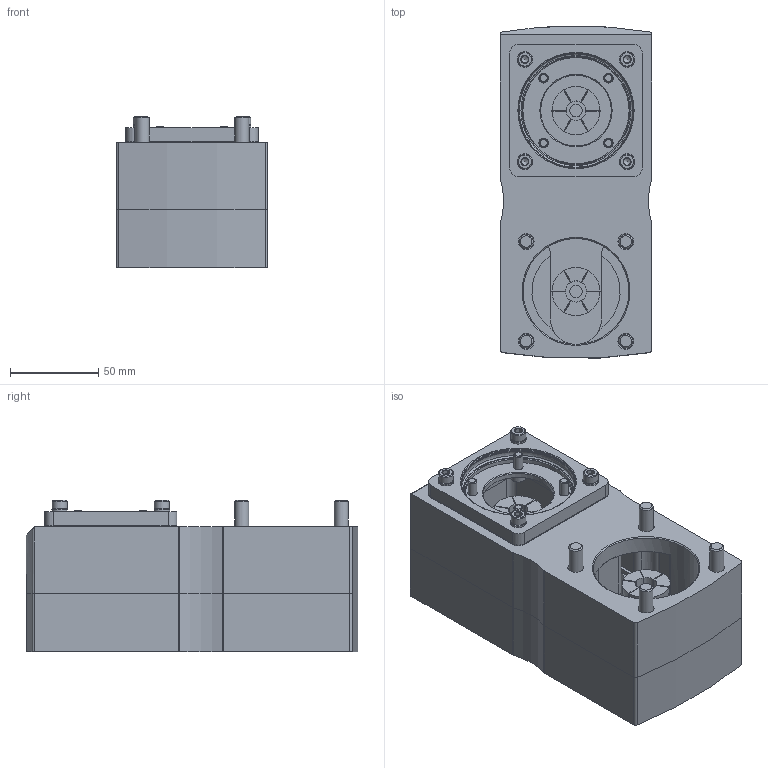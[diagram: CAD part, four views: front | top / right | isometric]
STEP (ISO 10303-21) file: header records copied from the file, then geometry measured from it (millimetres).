
FILE_DESCRIPTION(/* description */ ('STEP AP214'),/* implementation_level */ '2;1');
FILE_NAME(/* name */ '1437163_EAMM-U-86-D60-60G-102-S1',/* time_stamp */ '2024-08-27T08:44:43+02:00',/* author */ ('License CC BY-ND 4.0'),/* organization */ ('CADENAS'),/* preprocessor_version */ 'ST-DEVELOPER v19.3',/* originating_system */ 'PARTsolutions',/* authorisation */ ' ');
FILE_SCHEMA (('AUTOMOTIVE_DESIGN {1 0 10303 214 3 1 1}'));
Length unit declared in the file: millimetre
Products named in the file (14): 1437163 EAMM-U-86-D60-60G-102-S1; 1583951 EAMM-U-86-D60-75B-102-S1---(UT); 1410361 EAMM-U-86-D60-...-188.5S---(OT); ISO-4762 M6x40; DIN 557 - M5; 1379181 M8-NBR-8x13.9x1; DIN-6912 - M8x20(F); 1586028 EAMM-U-75B-S1---(DM); 2318734 EAMF-U-75B-60G/H---(ADAX); ISO-4762 M5x12; ISO-4762 M5x20; 1406066 M5-NBR-5x8.9x1; 2429532 EAMH-86-11-C27.3; 2429533 EAMH-86-12-C27.3
Assembly tree (37 placements, depth 2):
  1437163 EAMM-U-86-D60-60G-102-S1
    1583951 EAMM-U-86-D60-75B-102-S1---(UT)
    1410361 EAMM-U-86-D60-...-188.5S---(OT)
    ISO-4762 M6x40  x7
    DIN 557 - M5  x4
    1379181 M8-NBR-8x13.9x1  x4
    DIN-6912 - M8x20(F)  x4
    1586028 EAMM-U-75B-S1---(DM)
    2318734 EAMF-U-75B-60G/H---(ADAX)
    ISO-4762 M5x12  x4
    ISO-4762 M5x20  x4
    1406066 M5-NBR-5x8.9x1  x4
    2429532 EAMH-86-11-C27.3
    2429533 EAMH-86-12-C27.3
Bounding box: 86 x 188.08 x 86 mm (x, y, z)
Volume: 643053.6 mm3; surface area: 188796.5 mm2
Topology: 37 solids, 37 shells, 1133 faces, 2749 edges, 1730 vertices
Faces by surface type: plane 536, cone 306, cylinder 264, torus 27
Full cylindrical faces by diameter (mm): 4 x4, 4.134 x4, 4.917 x7, 5 x12, 5.5 x12, 6 x7, 6.6 x7, 6.647 x6, 7 x2, 8 x8, 8.5 x8, 8.9 x4, 9 x4, 9.5 x2, 10 x7, 11 x8, 11.4 x1, 12 x1, 12.4 x1, 13 x4, 13.9 x4, 14 x4, 24 x2, 40 x1, 60 x1, 60.2 x1, 64.3 x1, 65 x1, 65.3 x1
Entity records: 18897 total; most frequent: CARTESIAN_POINT 3596, DIRECTION 3218, ORIENTED_EDGE 2834, EDGE_CURVE 1417, AXIS2_PLACEMENT_3D 1291, VERTEX_POINT 1017, FACE_BOUND 886, EDGE_LOOP 869
